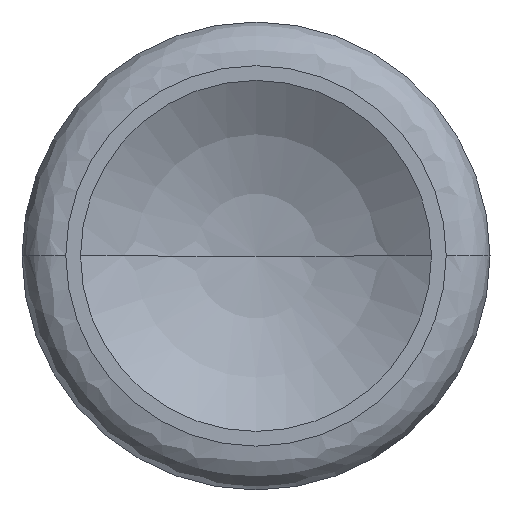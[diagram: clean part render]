
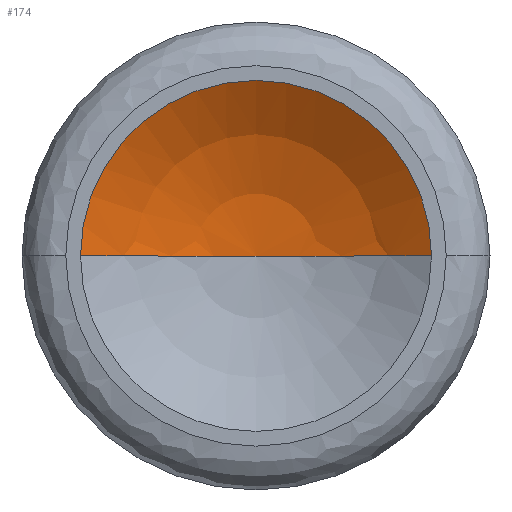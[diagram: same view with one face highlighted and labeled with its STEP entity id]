
A CAD part, top view. The second image highlights one B-rep face of the part: STEP entity #174.
In plain terms, the highlighted spherical face has radius 10 mm.
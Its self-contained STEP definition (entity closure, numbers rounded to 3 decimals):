
#174=ADVANCED_FACE('',(#822),#821,.F.);
#821=SPHERICAL_SURFACE('',#1484,10.);
#822=FACE_OUTER_BOUND('',#1485,.T.);
#1481=CARTESIAN_POINT('',(0.,0.,17.5));
#1482=DIRECTION('',(0.,0.,-1.));
#1483=DIRECTION('',(-1.,0.,0.));
#1484=AXIS2_PLACEMENT_3D('',#1481,#1482,#1483);
#1485=EDGE_LOOP('',(#2019,#2020,#2021));
#2019=ORIENTED_EDGE('',*,*,#2270,.F.);
#2020=ORIENTED_EDGE('',*,*,#2254,.F.);
#2021=ORIENTED_EDGE('',*,*,#2271,.T.);
#2254=EDGE_CURVE('',#3314,#3315,#3316,.T.);
#2270=EDGE_CURVE('',#3315,#3426,#3427,.T.);
#2271=EDGE_CURVE('',#3314,#3426,#3433,.T.);
#3314=VERTEX_POINT('',#4317);
#3315=VERTEX_POINT('',#4318);
#3316=CIRCLE('',#4322,6.);
#3426=VERTEX_POINT('',#4397);
#3427=(BOUNDED_CURVE() B_SPLINE_CURVE(2,(#4398,#4399,#4400),.UNSPECIFIED.,.F.,.F.) B_SPLINE_CURVE_WITH_KNOTS((3,3),(0.,1.),.UNSPECIFIED.) CURVE() GEOMETRIC_REPRESENTATION_ITEM() RATIONAL_B_SPLINE_CURVE((1.,0.949,1.)) REPRESENTATION_ITEM('') );
#3433=(BOUNDED_CURVE() B_SPLINE_CURVE(2,(#4401,#4402,#4403),.UNSPECIFIED.,.F.,.F.) B_SPLINE_CURVE_WITH_KNOTS((3,3),(0.,1.),.UNSPECIFIED.) CURVE() GEOMETRIC_REPRESENTATION_ITEM() RATIONAL_B_SPLINE_CURVE((0.75,0.712,0.75)) REPRESENTATION_ITEM('') );
#4317=CARTESIAN_POINT('',(-6.,0.,9.5));
#4318=CARTESIAN_POINT('',(6.,0.,9.5));
#4319=CARTESIAN_POINT('',(0.,0.,9.5));
#4320=DIRECTION('',(0.,0.,-1.));
#4321=DIRECTION('',(-1.,0.,0.));
#4322=AXIS2_PLACEMENT_3D('',#4319,#4320,#4321);
#4397=CARTESIAN_POINT('',(0.,0.,7.5));
#4398=CARTESIAN_POINT('',(6.,0.,9.5));
#4399=CARTESIAN_POINT('',(3.333,0.,7.5));
#4400=CARTESIAN_POINT('',(0.,0.,7.5));
#4401=CARTESIAN_POINT('',(-6.,0.,9.5));
#4402=CARTESIAN_POINT('',(-3.333,0.,7.5));
#4403=CARTESIAN_POINT('',(0.,0.,7.5));
